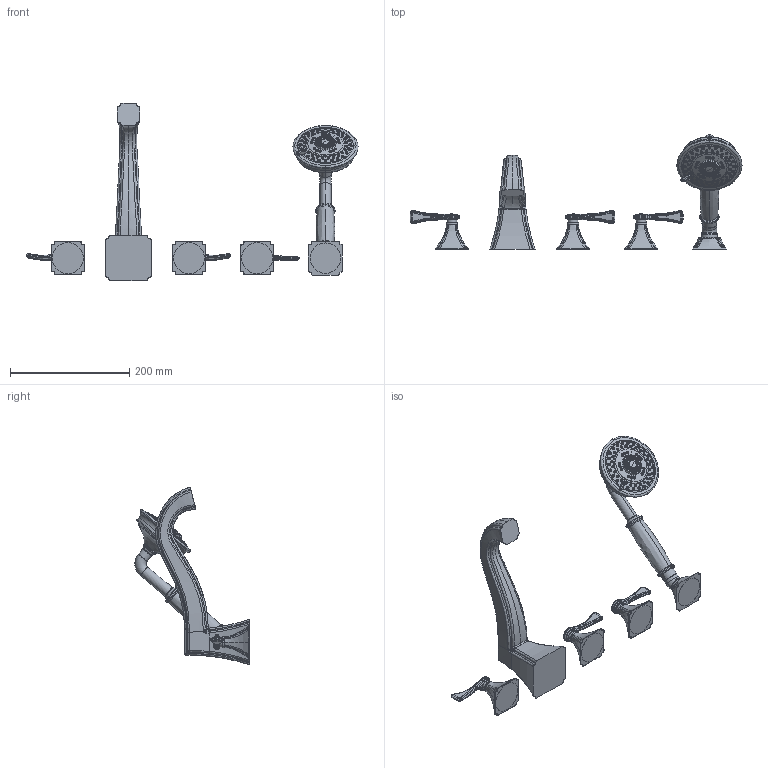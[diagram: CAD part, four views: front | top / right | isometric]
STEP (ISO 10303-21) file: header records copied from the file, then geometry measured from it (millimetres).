
FILE_DESCRIPTION((''),'2;1');
FILE_NAME('3-2537','2021-03-22T11:28:39',('jinson.thomas'),(''),'CREO PARAMETRIC BY PTC INC, 2018400','CREO PARAMETRIC BY PTC INC, 2018400','');
FILE_SCHEMA(('CONFIG_CONTROL_DESIGN'));
Products named in the file (1): 3-2537
Bounding box: 556.53 x 191.76 x 297.81 mm (x, y, z)
Volume: 1144418.6 mm3; surface area: 155950.9 mm2
Topology: 5 solids, 5 shells, 2024 faces, 4399 edges, 2569 vertices
Faces by surface type: bspline 735, torus 434, cone 390, cylinder 250, plane 200, sphere 13, revolution 2
Entity records: 116653 total; most frequent: CARTESIAN_POINT 78229, ORIENTED_EDGE 8782, DIRECTION 6637, EDGE_CURVE 4391, AXIS2_PLACEMENT_3D 2973, VERTEX_POINT 2569, EDGE_LOOP 2216, FACE_OUTER_BOUND 2024
